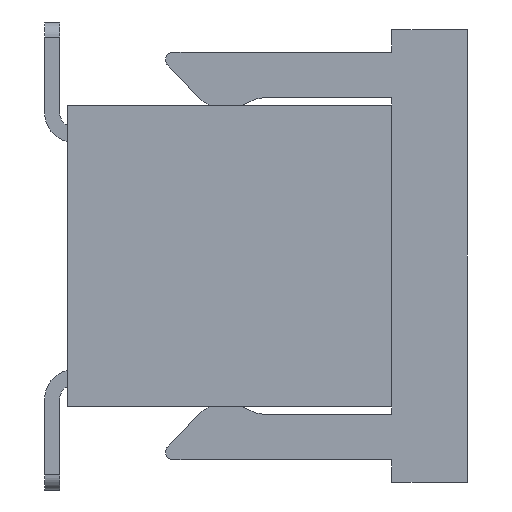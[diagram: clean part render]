
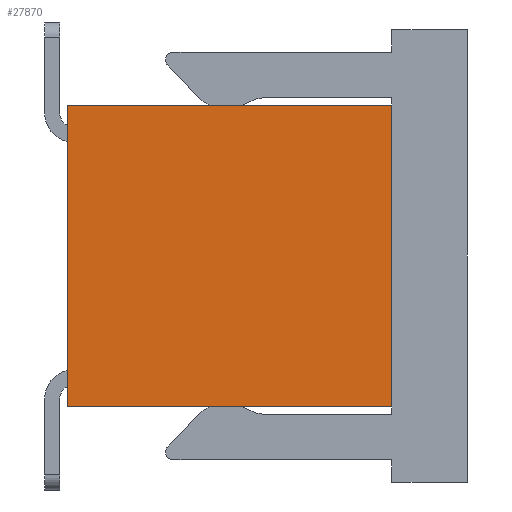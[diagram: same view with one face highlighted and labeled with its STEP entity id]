
A CAD part, left-side view. The second image highlights one B-rep face of the part: STEP entity #27870.
In plain terms, the highlighted planar face has unit normal (-1, 0, 0).
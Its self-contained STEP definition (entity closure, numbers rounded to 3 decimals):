
#819=CARTESIAN_POINT('',(10.,-0.05,-4.));
#820=VERTEX_POINT('',#819);
#828=CARTESIAN_POINT('',(10.,-0.05,0.));
#829=VERTEX_POINT('',#828);
#836=CARTESIAN_POINT('',(10.,-0.05,0.));
#837=DIRECTION('',(0.,0.,-1.));
#838=VECTOR('',#837,4.);
#839=LINE('',#836,#838);
#840=EDGE_CURVE('',#829,#820,#839,.T.);
#27781=CARTESIAN_POINT('',(10.,4.25,0.));
#27782=VERTEX_POINT('',#27781);
#27791=CARTESIAN_POINT('',(10.,4.25,0.));
#27792=DIRECTION('',(0.,-1.,0.));
#27793=VECTOR('',#27792,4.3);
#27794=LINE('',#27791,#27793);
#27795=EDGE_CURVE('',#27782,#829,#27794,.T.);
#27822=CARTESIAN_POINT('',(10.,4.25,-4.));
#27823=VERTEX_POINT('',#27822);
#27839=CARTESIAN_POINT('',(10.,4.25,-4.));
#27840=DIRECTION('',(0.,-1.,0.));
#27841=VECTOR('',#27840,4.3);
#27842=LINE('',#27839,#27841);
#27843=EDGE_CURVE('',#27823,#820,#27842,.T.);
#27854=CARTESIAN_POINT('',(10.,0.05,-4.));
#27855=DIRECTION('',(0.,0.,1.));
#27856=DIRECTION('',(-1.,0.,0.));
#27857=AXIS2_PLACEMENT_3D('',#27854,#27856,#27855);
#27858=PLANE('',#27857);
#27859=CARTESIAN_POINT('',(10.,4.25,-4.));
#27860=DIRECTION('',(0.,0.,1.));
#27861=VECTOR('',#27860,4.);
#27862=LINE('',#27859,#27861);
#27863=EDGE_CURVE('',#27823,#27782,#27862,.T.);
#27864=ORIENTED_EDGE('',*,*,#27863,.F.);
#27865=ORIENTED_EDGE('',*,*,#27843,.T.);
#27866=ORIENTED_EDGE('',*,*,#840,.F.);
#27867=ORIENTED_EDGE('',*,*,#27795,.F.);
#27868=EDGE_LOOP('',(#27864,#27865,#27866,#27867));
#27869=FACE_OUTER_BOUND('',#27868,.T.);
#27870=ADVANCED_FACE('',(#27869),#27858,.T.);
